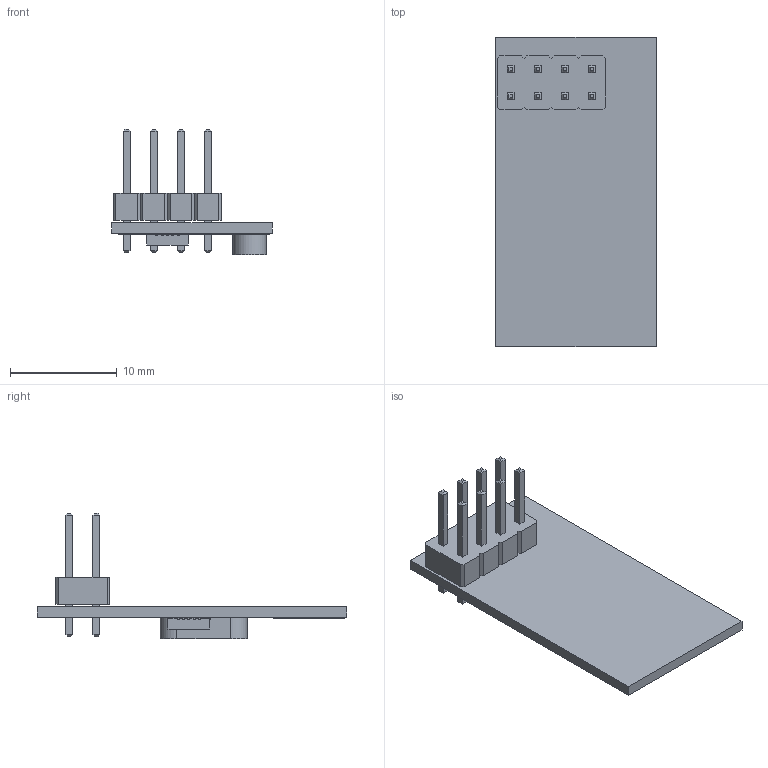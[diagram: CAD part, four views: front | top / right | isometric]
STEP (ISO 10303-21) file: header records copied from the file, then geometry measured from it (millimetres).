
FILE_DESCRIPTION(('FreeCAD Model'),'2;1');
FILE_NAME('NRF24L01+_Breakout.step', '2020-10-27T13:04:52',('Author'),(''), 'Open CASCADE STEP processor 7.3','FreeCAD','Unknown');
FILE_SCHEMA(('AUTOMOTIVE_DESIGN { 1 0 10303 214 1 1 1 1 }'));
Length unit declared in the file: millimetre
Products named in the file (1): Fusion
Bounding box: 15 x 29 x 11.74 mm (x, y, z)
Volume: 656.3 mm3; surface area: 1379.2 mm2
Topology: 1 solids, 1 shells, 363 faces, 1010 edges, 652 vertices
Faces by surface type: plane 360, cylinder 3
Full cylindrical faces by diameter (mm): 0.4 x1
Entity records: 13965 total; most frequent: CARTESIAN_POINT 2026, ORIENTED_EDGE 2020, DIRECTION 1744, EDGE_CURVE 1010, LINE 1004, VECTOR 1004, VERTEX_POINT 652, FACE_BOUND 420
